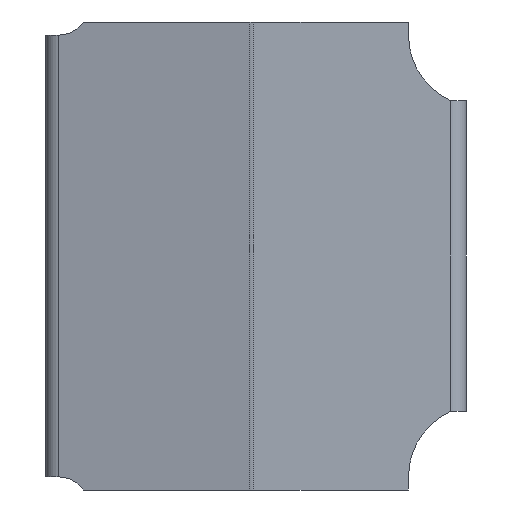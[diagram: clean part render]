
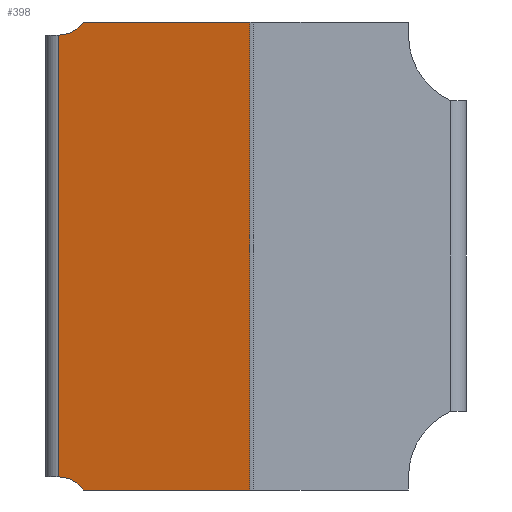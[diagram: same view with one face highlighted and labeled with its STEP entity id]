
A CAD part, front view. The second image highlights one B-rep face of the part: STEP entity #398.
In plain terms, the highlighted planar face has unit normal (-0.211, -0.977, 0).
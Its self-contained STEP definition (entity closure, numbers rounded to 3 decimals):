
#30=FACE_OUTER_BOUND('',#54,.T.);
#54=EDGE_LOOP('',(#283,#284,#285,#286,#287,#288));
#82=LINE('',#648,#120);
#83=LINE('',#652,#121);
#84=LINE('',#654,#122);
#85=LINE('',#655,#123);
#120=VECTOR('',#520,10.);
#121=VECTOR('',#523,10.);
#122=VECTOR('',#524,10.);
#123=VECTOR('',#525,10.);
#151=CIRCLE('',#441,25.);
#157=CIRCLE('',#451,25.);
#169=VERTEX_POINT('',#611);
#173=VERTEX_POINT('',#620);
#183=VERTEX_POINT('',#647);
#184=VERTEX_POINT('',#649);
#185=VERTEX_POINT('',#651);
#186=VERTEX_POINT('',#653);
#209=EDGE_CURVE('',#173,#169,#151,.T.);
#222=EDGE_CURVE('',#183,#169,#82,.T.);
#223=EDGE_CURVE('',#183,#184,#157,.T.);
#224=EDGE_CURVE('',#185,#184,#83,.T.);
#225=EDGE_CURVE('',#186,#185,#84,.T.);
#226=EDGE_CURVE('',#186,#173,#85,.T.);
#283=ORIENTED_EDGE('',*,*,#209,.T.);
#284=ORIENTED_EDGE('',*,*,#222,.F.);
#285=ORIENTED_EDGE('',*,*,#223,.T.);
#286=ORIENTED_EDGE('',*,*,#224,.F.);
#287=ORIENTED_EDGE('',*,*,#225,.F.);
#288=ORIENTED_EDGE('',*,*,#226,.T.);
#382=PLANE('',#450);
#398=ADVANCED_FACE('',(#30),#382,.T.);
#441=AXIS2_PLACEMENT_3D('',#621,#493,#494);
#450=AXIS2_PLACEMENT_3D('',#646,#518,#519);
#451=AXIS2_PLACEMENT_3D('',#650,#521,#522);
#493=DIRECTION('center_axis',(0.211,0.977,0.));
#494=DIRECTION('ref_axis',(0.782,-0.169,-0.6));
#518=DIRECTION('center_axis',(-0.211,-0.977,0.));
#519=DIRECTION('ref_axis',(0.,0.,1.));
#520=DIRECTION('',(0.,0.,1.));
#521=DIRECTION('center_axis',(0.211,0.977,0.));
#522=DIRECTION('ref_axis',(0.782,-0.169,0.6));
#523=DIRECTION('',(-0.977,0.211,0.));
#524=DIRECTION('',(0.,0.,-1.));
#525=DIRECTION('',(-0.977,0.211,0.));
#611=CARTESIAN_POINT('',(-520.508,19.967,168.5));
#620=CARTESIAN_POINT('',(-500.96,15.742,178.5));
#621=CARTESIAN_POINT('Origin',(-520.508,19.967,193.5));
#646=CARTESIAN_POINT('Origin',(-374.261,-11.643,-178.5));
#647=CARTESIAN_POINT('',(-520.508,19.967,-168.5));
#648=CARTESIAN_POINT('',(-520.508,19.967,178.5));
#649=CARTESIAN_POINT('',(-500.96,15.742,-178.5));
#650=CARTESIAN_POINT('Origin',(-520.508,19.967,-193.5));
#651=CARTESIAN_POINT('',(-374.296,-11.635,-178.5));
#652=CARTESIAN_POINT('',(-374.261,-11.643,-178.5));
#653=CARTESIAN_POINT('',(-374.296,-11.635,178.5));
#654=CARTESIAN_POINT('',(-374.296,-11.635,0.));
#655=CARTESIAN_POINT('',(-374.261,-11.643,178.5));
